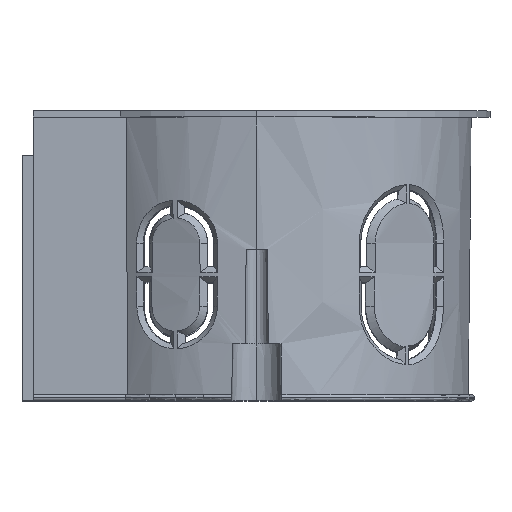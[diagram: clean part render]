
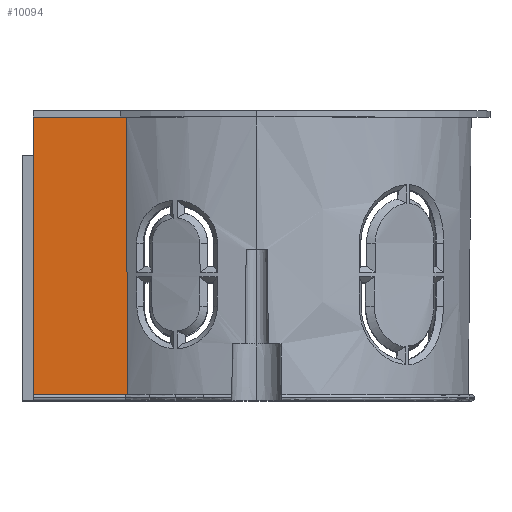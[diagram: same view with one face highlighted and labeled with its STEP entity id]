
A CAD part, top view. The second image highlights one B-rep face of the part: STEP entity #10094.
In plain terms, the highlighted planar face has unit normal (0, -0.009, 1).
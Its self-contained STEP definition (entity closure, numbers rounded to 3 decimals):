
#725 = FACE_OUTER_BOUND ( 'NONE', #4946, .T. ) ;
#918 = CARTESIAN_POINT ( 'NONE',  ( -35.5, 45., 27. ) ) ;
#1066 = VERTEX_POINT ( 'NONE', #4083 ) ;
#2539 = ORIENTED_EDGE ( 'NONE', *, *, #16611, .F. ) ;
#3355 = VECTOR ( 'NONE', #8264, 1000. ) ;
#3395 = LINE ( 'NONE', #12721, #11412 ) ;
#3595 = CARTESIAN_POINT ( 'NONE',  ( -35.5, 1., 26.616 ) ) ;
#3720 = B_SPLINE_CURVE_WITH_KNOTS ( 'NONE', 3,
 ( #3739, #14236, #5273, #15734 ),
 .UNSPECIFIED., .F., .F.,
 ( 4, 4 ),
 ( 0., 0.044 ),
 .UNSPECIFIED. ) ;
#3724 = DIRECTION ( 'NONE',  ( -1., 0., 0. ) ) ;
#3739 = CARTESIAN_POINT ( 'NONE',  ( -20.664, 45., 27. ) ) ;
#4083 = CARTESIAN_POINT ( 'NONE',  ( -20.664, 45., 27. ) ) ;
#4796 = ORIENTED_EDGE ( 'NONE', *, *, #18540, .F. ) ;
#4946 = EDGE_LOOP ( 'NONE', ( #4796, #2539, #18084, #15983 ) ) ;
#5261 = CARTESIAN_POINT ( 'NONE',  ( -35.5, 45., 27. ) ) ;
#5273 = CARTESIAN_POINT ( 'NONE',  ( -20.577, 15.667, 26.744 ) ) ;
#5462 = EDGE_CURVE ( 'NONE', #1066, #18162, #5715, .T. ) ;
#5715 = LINE ( 'NONE', #6953, #16258 ) ;
#6318 = CARTESIAN_POINT ( 'NONE',  ( -35.5, 45., 27. ) ) ;
#6606 = EDGE_CURVE ( 'NONE', #18162, #15286, #15807, .T. ) ;
#6953 = CARTESIAN_POINT ( 'NONE',  ( -35.5, 45., 27. ) ) ;
#7819 = DIRECTION ( 'NONE',  ( 0., -1., -0.009 ) ) ;
#8264 = DIRECTION ( 'NONE',  ( 0., -1., -0.009 ) ) ;
#9265 = VERTEX_POINT ( 'NONE', #10517 ) ;
#10094 = ADVANCED_FACE ( 'NONE', ( #725 ), #12305, .T. ) ;
#10517 = CARTESIAN_POINT ( 'NONE',  ( -20.533, 1., 26.616 ) ) ;
#10753 = AXIS2_PLACEMENT_3D ( 'NONE', #6318, #16792, #7819 ) ;
#11412 = VECTOR ( 'NONE', #3724, 1000. ) ;
#12305 = PLANE ( 'NONE',  #10753 ) ;
#12721 = CARTESIAN_POINT ( 'NONE',  ( -35.5, 1., 26.616 ) ) ;
#14236 = CARTESIAN_POINT ( 'NONE',  ( -20.621, 30.333, 26.872 ) ) ;
#15286 = VERTEX_POINT ( 'NONE', #3595 ) ;
#15734 = CARTESIAN_POINT ( 'NONE',  ( -20.533, 1., 26.616 ) ) ;
#15807 = LINE ( 'NONE', #5261, #3355 ) ;
#15983 = ORIENTED_EDGE ( 'NONE', *, *, #6606, .T. ) ;
#16258 = VECTOR ( 'NONE', #18934, 1000. ) ;
#16611 = EDGE_CURVE ( 'NONE', #1066, #9265, #3720, .T. ) ;
#16792 = DIRECTION ( 'NONE',  ( 0., -0.009, 1. ) ) ;
#18084 = ORIENTED_EDGE ( 'NONE', *, *, #5462, .T. ) ;
#18162 = VERTEX_POINT ( 'NONE', #918 ) ;
#18540 = EDGE_CURVE ( 'NONE', #9265, #15286, #3395, .T. ) ;
#18934 = DIRECTION ( 'NONE',  ( -1., 0., 0. ) ) ;
